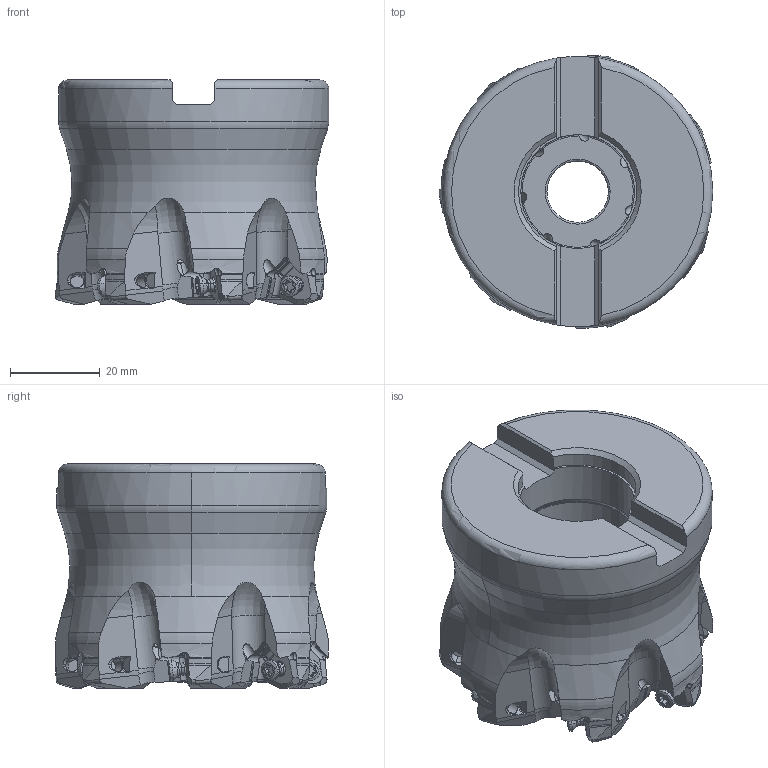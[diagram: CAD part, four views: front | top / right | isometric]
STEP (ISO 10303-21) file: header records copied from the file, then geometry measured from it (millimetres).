
FILE_DESCRIPTION(/* description */ (''),/* implementation_level */ '2;1');
FILE_NAME(/* name */ 'WJX09UR2_5007CA.stp',/* time_stamp */ '2020-10-29T16:34:34+09:00',/* author */ (''),/* organization */ (''),/* preprocessor_version */ 'ST-DEVELOPER v16',/* originating_system */ 'SIEMENS PLM Software NX 10.0',/* authorisation */ '');
FILE_SCHEMA (('AUTOMOTIVE_DESIGN { 1 0 10303 214 3 1 1 1 }'));
Length unit declared in the file: millimetre
Products named in the file (1): WJX09UR2_5007CA_ASM
Bounding box: 61.06 x 60.91 x 50 mm (x, y, z)
Volume: 98602.1 mm3; surface area: 20484.1 mm2
Topology: 8 solids, 8 shells, 986 faces, 2946 edges, 1952 vertices
Faces by surface type: cylinder 390, plane 287, torus 110, cone 101, sphere 56, bspline 42
Entity records: 43486 total; most frequent: CARTESIAN_POINT 17532, ORIENTED_EDGE 5836, DIRECTION 5124, EDGE_CURVE 2918, AXIS2_PLACEMENT_3D 2152, VERTEX_POINT 1942, EDGE_LOOP 1010, ADVANCED_FACE 986
